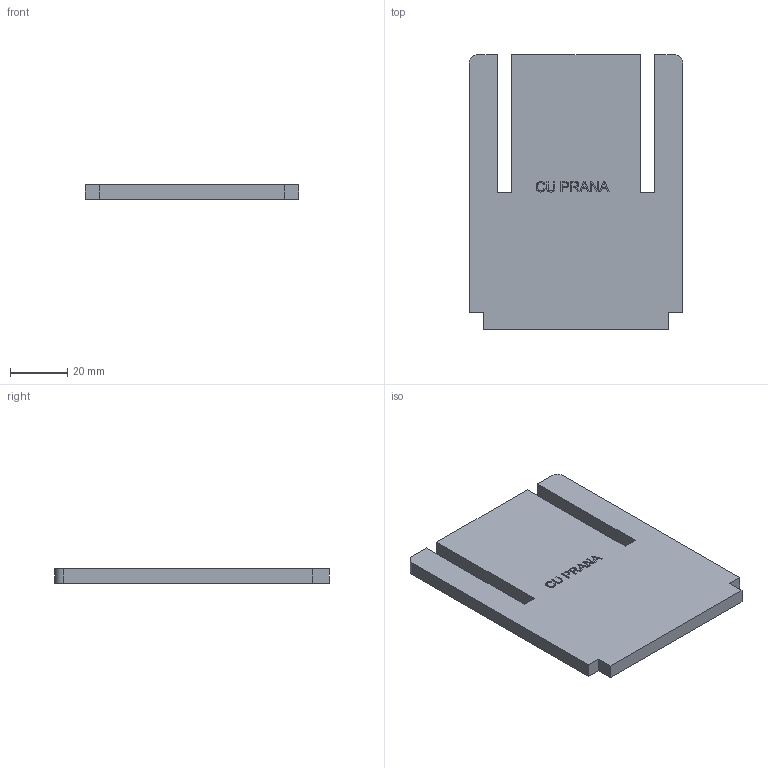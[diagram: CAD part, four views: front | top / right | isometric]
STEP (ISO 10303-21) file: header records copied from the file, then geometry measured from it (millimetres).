
FILE_DESCRIPTION(/* description */ (''),/* implementation_level */ '2;1');
FILE_NAME(/* name */ 'Pusher_Pillar.step',/* time_stamp */ '2020-04-03T12:30:43+07:00',/* author */ (''),/* organization */ (''),/* preprocessor_version */ 'ST-DEVELOPER v18',/* originating_system */ 'Autodesk Translation Framework v8.12.0.6',/* authorisation */ '');
FILE_SCHEMA (('AUTOMOTIVE_DESIGN { 1 0 10303 214 3 1 1 }'));
Length unit declared in the file: millimetre
Products named in the file (1): Pusher_Pillar_Support
Bounding box: 75 x 96.42 x 5 mm (x, y, z)
Volume: 33411.7 mm3; surface area: 16063.1 mm2
Topology: 1 solids, 1 shells, 152 faces, 417 edges, 278 vertices
Faces by surface type: plane 88, bspline 62, cylinder 2
Entity records: 5378 total; most frequent: CARTESIAN_POINT 1902, ORIENTED_EDGE 834, DIRECTION 479, EDGE_CURVE 417, LINE 289, VECTOR 289, VERTEX_POINT 278, EDGE_LOOP 163
